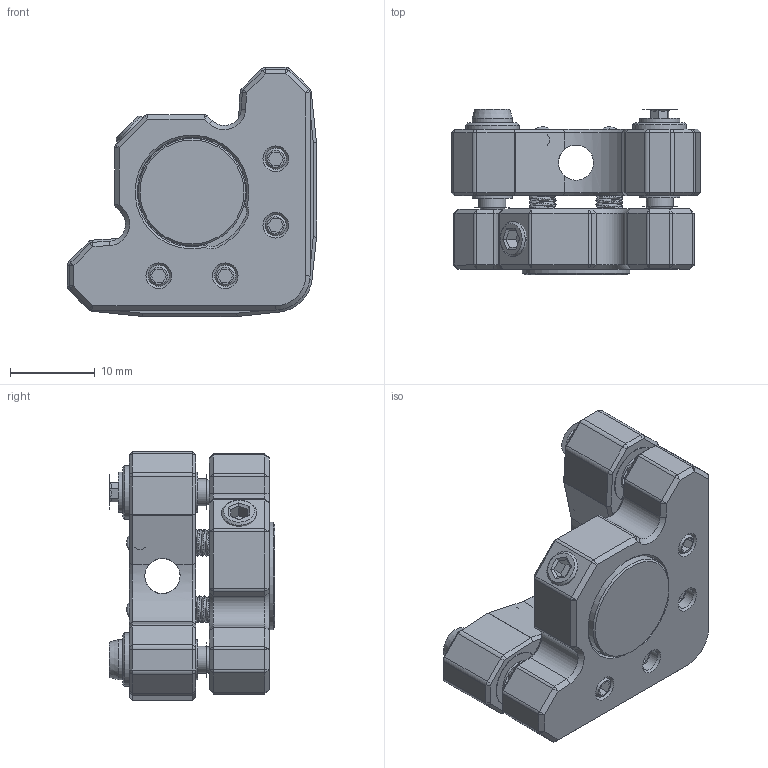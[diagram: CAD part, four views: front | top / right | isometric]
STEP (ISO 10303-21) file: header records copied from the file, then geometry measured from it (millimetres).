
FILE_DESCRIPTION(/* description */ (''),/* implementation_level */ '2;1');
FILE_NAME(/* name */ 'Km05+BB05.step',/* time_stamp */ '2025-06-15T19:14:32-04:00',/* author */ (''),/* organization */ (''),/* preprocessor_version */ 'ST-DEVELOPER v20.1',/* originating_system */ 'Autodesk Translation Framework v14.10.0.0',/* authorisation */ '');
FILE_SCHEMA (('AUTOMOTIVE_DESIGN { 1 0 10303 214 3 1 1 }'));
Products named in the file (3): Km05+BB05; 2177-E0W; 3543-E0W
Assembly tree (2 placements, depth 2):
  Km05+BB05
    2177-E0W
    3543-E0W
Bounding box: 29.46 x 19.59 x 29.46 mm (x, y, z)
Volume: 6767.5 mm3; surface area: 8020.6 mm2
Topology: 24 solids, 24 shells, 606 faces, 1599 edges, 1051 vertices
Faces by surface type: plane 282, cylinder 181, cone 115, torus 13, bspline 12, sphere 3
Full cylindrical faces by diameter (mm): 0.508 x4, 1.587 x4, 1.6 x8, 2.057 x2, 2.146 x72, 2.381 x1, 2.515 x8, 3.175 x2, 3.188 x2, 3.454 x1, 3.556 x8, 4.166 x3, 4.762 x4, 6.147 x2, 6.337 x1, 6.35 x3, 6.375 x1, 6.477 x1, 6.858 x2, 6.985 x2, 11.938 x1, 12.7 x1
Entity records: 44438 total; most frequent: CARTESIAN_POINT 29335, ORIENTED_EDGE 3126, DIRECTION 2822, EDGE_CURVE 1563, VERTEX_POINT 1051, AXIS2_PLACEMENT_3D 1013, LINE 796, VECTOR 796
